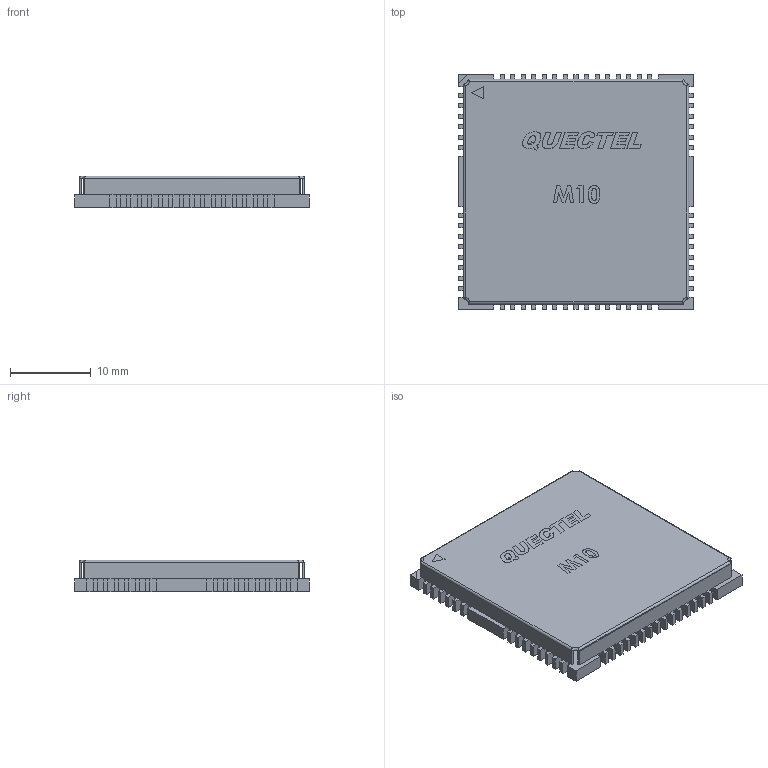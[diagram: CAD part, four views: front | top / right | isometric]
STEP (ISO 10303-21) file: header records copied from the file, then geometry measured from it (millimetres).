
FILE_DESCRIPTION(('FreeCAD Model'),'2;1');
FILE_NAME('Fusion.step','2016-10-14T17:59:55',('Author'),( ''),'Open CASCADE STEP processor 6.8','FreeCAD','Unknown');
FILE_SCHEMA(('AUTOMOTIVE_DESIGN_CC2 { 1 2 10303 214 -1 1 5 4 }'));
Length unit declared in the file: millimetre
Products named in the file (2): ASSEMBLY; Fusion
Assembly tree (1 placements, depth 2):
  ASSEMBLY
    Fusion
Bounding box: 29 x 29 x 3.9 mm (x, y, z)
Volume: 1509.3 mm3; surface area: 3946.5 mm2
Topology: 1 solids, 1 shells, 542 faces, 1674 edges, 1013 vertices
Faces by surface type: plane 482, bspline 48, cylinder 12
Entity records: 55834 total; most frequent: CARTESIAN_POINT 20423, DIRECTION 5246, LINE 4207, VECTOR 4207, ORIENTED_EDGE 3348, PCURVE 3348, DEFINITIONAL_REPRESENTATION 3348, EDGE_CURVE 1674
